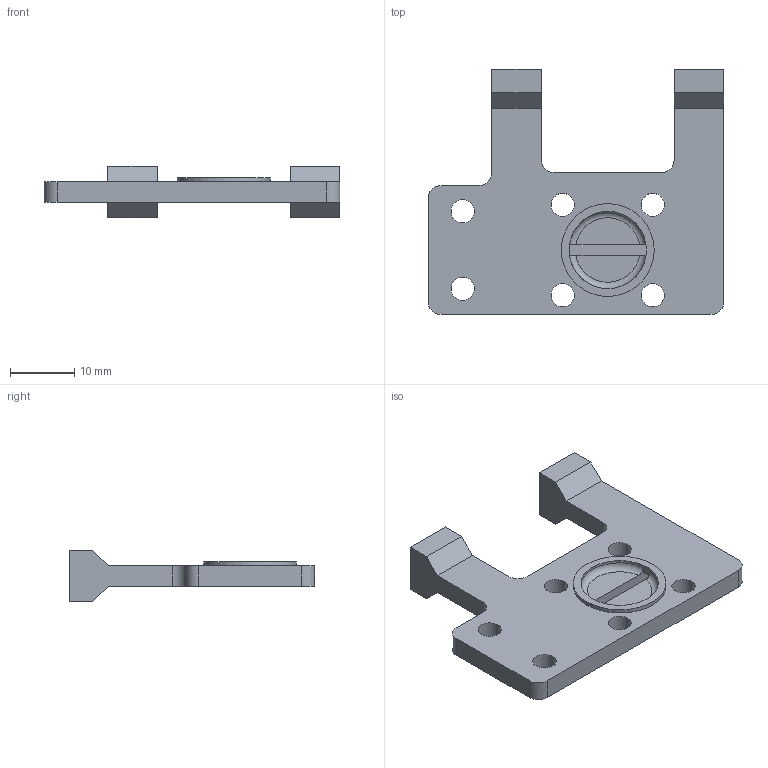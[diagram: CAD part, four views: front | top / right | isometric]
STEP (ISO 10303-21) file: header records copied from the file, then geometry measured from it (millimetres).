
FILE_DESCRIPTION(/* description */ (''),/* implementation_level */ '2;1');
FILE_NAME(/* name */ '40 - pressure sensor main body.stp',/* time_stamp */ '2023-01-17T10:55:24+01:00',/* author */ ('JN'),/* organization */ (''),/* preprocessor_version */ 'ST-DEVELOPER v18.1',/* originating_system */ 'Autodesk Inventor 2022',/* authorisation */ '');
FILE_SCHEMA (('AUTOMOTIVE_DESIGN { 1 0 10303 214 3 1 1 }'));
Length unit declared in the file: millimetre
Products named in the file (1): V2
Bounding box: 45.85 x 38 x 8 mm (x, y, z)
Volume: 3843.3 mm3; surface area: 3946.7 mm2
Topology: 1 solids, 1 shells, 48 faces, 138 edges, 92 vertices
Faces by surface type: plane 32, cylinder 14, torus 2
Full cylindrical faces by diameter (mm): 3.6 x6, 12 x1, 14.4 x1
Entity records: 1677 total; most frequent: CARTESIAN_POINT 315, ORIENTED_EDGE 276, DIRECTION 266, EDGE_CURVE 138, LINE 100, VECTOR 100, VERTEX_POINT 92, AXIS2_PLACEMENT_3D 83
